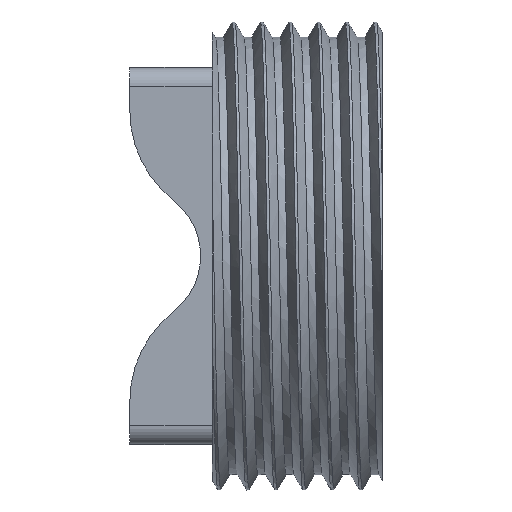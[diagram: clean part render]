
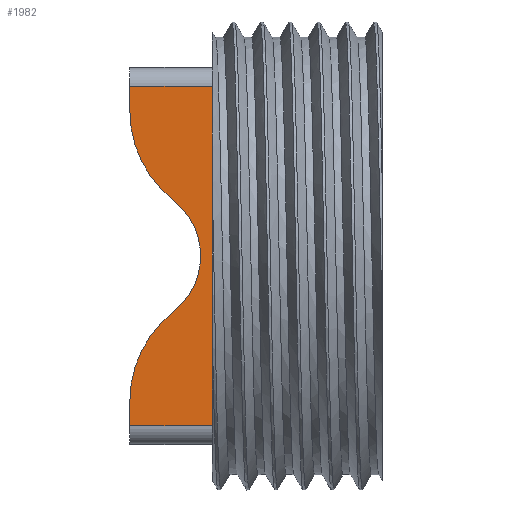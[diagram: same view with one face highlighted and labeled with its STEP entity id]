
A CAD part, front view. The second image highlights one B-rep face of the part: STEP entity #1982.
In plain terms, the highlighted planar face has unit normal (0, -1, 0).
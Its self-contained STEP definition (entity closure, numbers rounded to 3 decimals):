
#81=PLANE('',#2162);
#166=FACE_OUTER_BOUND('',#276,.T.);
#276=EDGE_LOOP('',(#1658,#1659,#1660,#1661,#1662,#1663,#1664,#1665));
#344=CIRCLE('',#2113,12.);
#370=CIRCLE('',#2163,7.5);
#371=CIRCLE('',#2164,12.);
#520=LINE('',#3972,#696);
#533=LINE('',#4007,#709);
#582=LINE('',#4169,#758);
#583=LINE('',#4171,#759);
#584=LINE('',#4172,#760);
#696=VECTOR('',#2444,10.);
#709=VECTOR('',#2469,10.);
#758=VECTOR('',#2652,10.);
#759=VECTOR('',#2653,10.);
#760=VECTOR('',#2654,10.);
#883=VERTEX_POINT('',#3969);
#884=VERTEX_POINT('',#3971);
#899=VERTEX_POINT('',#4004);
#900=VERTEX_POINT('',#4006);
#915=VERTEX_POINT('',#4051);
#945=VERTEX_POINT('',#4165);
#946=VERTEX_POINT('',#4168);
#947=VERTEX_POINT('',#4170);
#1113=EDGE_CURVE('',#883,#884,#520,.T.);
#1130=EDGE_CURVE('',#899,#900,#533,.T.);
#1154=EDGE_CURVE('',#915,#883,#344,.T.);
#1213=EDGE_CURVE('',#915,#945,#370,.T.);
#1214=EDGE_CURVE('',#900,#945,#371,.T.);
#1215=EDGE_CURVE('',#946,#899,#582,.T.);
#1216=EDGE_CURVE('',#946,#947,#583,.T.);
#1217=EDGE_CURVE('',#884,#947,#584,.T.);
#1658=ORIENTED_EDGE('',*,*,#1154,.F.);
#1659=ORIENTED_EDGE('',*,*,#1213,.T.);
#1660=ORIENTED_EDGE('',*,*,#1214,.F.);
#1661=ORIENTED_EDGE('',*,*,#1130,.F.);
#1662=ORIENTED_EDGE('',*,*,#1215,.F.);
#1663=ORIENTED_EDGE('',*,*,#1216,.T.);
#1664=ORIENTED_EDGE('',*,*,#1217,.F.);
#1665=ORIENTED_EDGE('',*,*,#1113,.F.);
#1982=ADVANCED_FACE('',(#166),#81,.F.);
#2113=AXIS2_PLACEMENT_3D('',#4053,#2515,#2516);
#2162=AXIS2_PLACEMENT_3D('',#4164,#2646,#2647);
#2163=AXIS2_PLACEMENT_3D('',#4166,#2648,#2649);
#2164=AXIS2_PLACEMENT_3D('',#4167,#2650,#2651);
#2444=DIRECTION('',(0.,0.,1.));
#2469=DIRECTION('',(0.,0.,1.));
#2515=DIRECTION('center_axis',(0.,1.,0.));
#2516=DIRECTION('ref_axis',(-0.899,0.,-0.439));
#2646=DIRECTION('center_axis',(0.,1.,0.));
#2647=DIRECTION('ref_axis',(0.,0.,1.));
#2648=DIRECTION('center_axis',(0.,1.,0.));
#2649=DIRECTION('ref_axis',(1.,0.,0.));
#2650=DIRECTION('center_axis',(0.,1.,0.));
#2651=DIRECTION('ref_axis',(-0.899,0.,0.439));
#2652=DIRECTION('',(-1.,0.,0.));
#2653=DIRECTION('',(0.,0.,1.));
#2654=DIRECTION('',(1.,0.,0.));
#3969=CARTESIAN_POINT('',(-3.605,-7.175,15.37));
#3971=CARTESIAN_POINT('',(-3.605,-7.175,17.975));
#3972=CARTESIAN_POINT('',(-3.605,-7.175,-3.713));
#4004=CARTESIAN_POINT('',(-3.605,-7.175,-17.975));
#4006=CARTESIAN_POINT('',(-3.605,-7.175,-15.37));
#4007=CARTESIAN_POINT('',(-3.605,-7.175,-3.713));
#4051=CARTESIAN_POINT('',(1.01,-7.175,5.912));
#4053=CARTESIAN_POINT('Origin',(8.395,-7.175,15.37));
#4164=CARTESIAN_POINT('Origin',(0.05,-7.175,0.05));
#4165=CARTESIAN_POINT('',(1.01,-7.175,-5.912));
#4166=CARTESIAN_POINT('Origin',(-3.605,-7.175,0.));
#4167=CARTESIAN_POINT('Origin',(8.395,-7.175,-15.37));
#4168=CARTESIAN_POINT('',(5.125,-7.175,-17.975));
#4169=CARTESIAN_POINT('',(3.838,-7.175,-17.975));
#4170=CARTESIAN_POINT('',(5.125,-7.175,17.975));
#4171=CARTESIAN_POINT('',(5.125,-7.175,0.025));
#4172=CARTESIAN_POINT('',(-3.738,-7.175,17.975));
